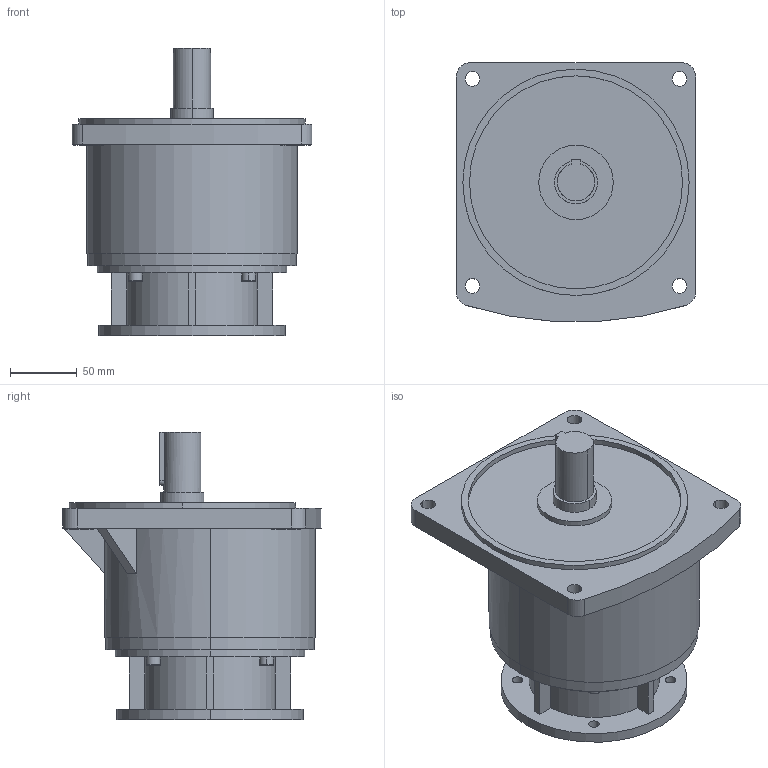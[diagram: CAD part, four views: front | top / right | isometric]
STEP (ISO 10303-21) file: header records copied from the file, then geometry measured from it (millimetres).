
FILE_DESCRIPTION (( 'STEP AP214' ), '1' );
FILE_NAME ('STP_28_200W 1罕4HP_A楊擘_VO梓袧_1.step', '2021-12-06T08:20:34', ( 'IT Division' ), ( 'IT' ), 'SwSTEP 2.0', 'SolidWorks 2016', '' );
FILE_SCHEMA (( 'AUTOMOTIVE_DESIGN' ));
Length unit declared in the file: millimetre
Products named in the file (1): STP_28_200W 1罕4HP_A楊擘_VO梓袧_1
Bounding box: 180 x 194.5 x 216 mm (x, y, z)
Volume: 2876006.7 mm3; surface area: 178543.6 mm2
Topology: 1 solids, 1 shells, 163 faces, 396 edges, 260 vertices
Faces by surface type: plane 87, cylinder 68, torus 8
Entity records: 5147 total; most frequent: DIRECTION 881, CARTESIAN_POINT 850, ORIENTED_EDGE 792, EDGE_CURVE 396, AXIS2_PLACEMENT_3D 323, VERTEX_POINT 260, LINE 235, VECTOR 235
